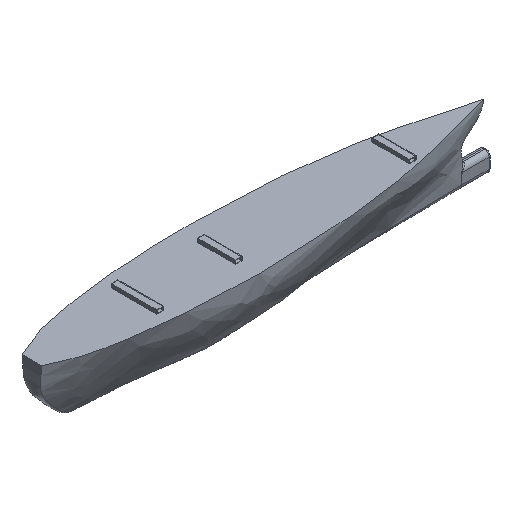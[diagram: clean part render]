
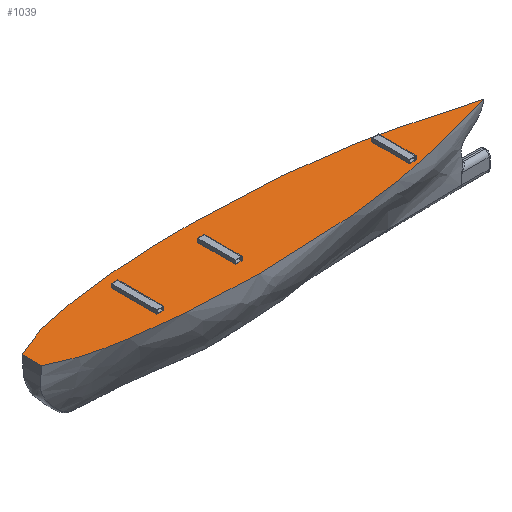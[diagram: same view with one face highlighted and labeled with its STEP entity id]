
A CAD part, isometric view. The second image highlights one B-rep face of the part: STEP entity #1039.
In plain terms, the highlighted planar face has unit normal (0, 0, 1).
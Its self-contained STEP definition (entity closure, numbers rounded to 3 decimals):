
#55=LINE('',#14486,#144);
#144=VECTOR('',#1232,10.);
#222=PLANE('',#1119);
#254=(
BOUNDED_CURVE()
B_SPLINE_CURVE(5,(#4738,#4739,#4740,#4741,#4742,#4743,#4744,#4745,#4746,
#4747,#4748,#4749,#4750,#4751,#4752,#4753,#4754,#4755,#4756,#4757,#4758,
#4759,#4760),.UNSPECIFIED.,.F.,.F.)
B_SPLINE_CURVE_WITH_KNOTS((6,1,1,1,1,1,1,1,1,1,1,1,1,1,1,1,1,1,6),(0.,0.056,
0.111,0.167,0.222,0.278,
0.333,0.389,0.444,0.5,0.556,
0.611,0.667,0.722,0.778,
0.833,0.889,0.944,1.),.UNSPECIFIED.)
CURVE()
GEOMETRIC_REPRESENTATION_ITEM()
RATIONAL_B_SPLINE_CURVE((1.,1.,1.,1.,1.,1.,1.,1.,1.,1.,1.,1.,1.,1.,1.,1.,
1.,1.,1.,1.,1.,1.,1.))
REPRESENTATION_ITEM('')
);
#255=(
BOUNDED_CURVE()
B_SPLINE_CURVE(5,(#8422,#8423,#8424,#8425,#8426,#8427,#8428,#8429,#8430,
#8431,#8432,#8433,#8434,#8435,#8436,#8437,#8438,#8439,#8440,#8441,#8442,
#8443,#8444),.UNSPECIFIED.,.F.,.F.)
B_SPLINE_CURVE_WITH_KNOTS((6,1,1,1,1,1,1,1,1,1,1,1,1,1,1,1,1,1,6),(-1.,
-0.944,-0.889,-0.833,-0.778,
-0.722,-0.667,-0.611,-0.556,
-0.5,-0.444,-0.389,-0.333,-0.278,
-0.222,-0.167,-0.111,-0.056,
0.),.UNSPECIFIED.)
CURVE()
GEOMETRIC_REPRESENTATION_ITEM()
RATIONAL_B_SPLINE_CURVE((1.,1.,1.,1.,1.,1.,1.,1.,1.,1.,1.,1.,1.,1.,1.,1.,
1.,1.,1.,1.,1.,1.,1.))
REPRESENTATION_ITEM('')
);
#281=FACE_OUTER_BOUND('',#338,.T.);
#338=EDGE_LOOP('',(#853,#854,#855));
#448=VERTEX_POINT('',#4727);
#449=VERTEX_POINT('',#4737);
#474=VERTEX_POINT('',#8414);
#557=EDGE_CURVE('',#448,#449,#254,.T.);
#584=EDGE_CURVE('',#474,#448,#255,.T.);
#624=EDGE_CURVE('',#449,#474,#55,.T.);
#853=ORIENTED_EDGE('',*,*,#557,.F.);
#854=ORIENTED_EDGE('',*,*,#584,.F.);
#855=ORIENTED_EDGE('',*,*,#624,.F.);
#1039=ADVANCED_FACE('',(#281),#222,.F.);
#1119=AXIS2_PLACEMENT_3D('',#14485,#1230,#1231);
#1230=DIRECTION('center_axis',(0.,0.,
-1.));
#1231=DIRECTION('ref_axis',(0.,-1.,0.));
#1232=DIRECTION('',(0.,1.,0.));
#4727=CARTESIAN_POINT('',(1492.5,0.,0.));
#4737=CARTESIAN_POINT('',(-1492.5,-65.,0.));
#4738=CARTESIAN_POINT('Ctrl Pts',(1492.5,0.,0.));
#4739=CARTESIAN_POINT('Ctrl Pts',(1331.5,-49.,0.));
#4740=CARTESIAN_POINT('Ctrl Pts',(1207.5,-82.,0.));
#4741=CARTESIAN_POINT('Ctrl Pts',(1039.5,-122.,0.));
#4742=CARTESIAN_POINT('Ctrl Pts',(853.5,-165.,0.));
#4743=CARTESIAN_POINT('Ctrl Pts',(732.5,-187.,0.));
#4744=CARTESIAN_POINT('Ctrl Pts',(602.5,-205.,0.));
#4745=CARTESIAN_POINT('Ctrl Pts',(479.5,-220.,0.));
#4746=CARTESIAN_POINT('Ctrl Pts',(363.5,-232.,0.));
#4747=CARTESIAN_POINT('Ctrl Pts',(236.5,-239.,0.));
#4748=CARTESIAN_POINT('Ctrl Pts',(60.5,-244.,0.));
#4749=CARTESIAN_POINT('Ctrl Pts',(-106.5,-253.,0.));
#4750=CARTESIAN_POINT('Ctrl Pts',(-245.5,-258.,0.));
#4751=CARTESIAN_POINT('Ctrl Pts',(-373.5,-255.,0.));
#4752=CARTESIAN_POINT('Ctrl Pts',(-480.5,-251.,0.));
#4753=CARTESIAN_POINT('Ctrl Pts',(-608.5,-246.,0.));
#4754=CARTESIAN_POINT('Ctrl Pts',(-736.5,-235.,0.));
#4755=CARTESIAN_POINT('Ctrl Pts',(-863.5,-221.,0.));
#4756=CARTESIAN_POINT('Ctrl Pts',(-999.5,-206.,0.));
#4757=CARTESIAN_POINT('Ctrl Pts',(-1112.5,-186.,0.));
#4758=CARTESIAN_POINT('Ctrl Pts',(-1233.5,-162.,0.));
#4759=CARTESIAN_POINT('Ctrl Pts',(-1321.5,-143.,0.));
#4760=CARTESIAN_POINT('Ctrl Pts',(-1492.5,-65.,0.));
#8414=CARTESIAN_POINT('',(-1492.5,65.,0.));
#8422=CARTESIAN_POINT('Ctrl Pts',(-1492.5,65.,0.));
#8423=CARTESIAN_POINT('Ctrl Pts',(-1321.5,143.,0.));
#8424=CARTESIAN_POINT('Ctrl Pts',(-1233.5,162.,0.));
#8425=CARTESIAN_POINT('Ctrl Pts',(-1112.5,186.,0.));
#8426=CARTESIAN_POINT('Ctrl Pts',(-999.5,206.,0.));
#8427=CARTESIAN_POINT('Ctrl Pts',(-863.5,221.,0.));
#8428=CARTESIAN_POINT('Ctrl Pts',(-736.5,235.,0.));
#8429=CARTESIAN_POINT('Ctrl Pts',(-608.5,246.,0.));
#8430=CARTESIAN_POINT('Ctrl Pts',(-480.5,251.,0.));
#8431=CARTESIAN_POINT('Ctrl Pts',(-373.5,255.,0.));
#8432=CARTESIAN_POINT('Ctrl Pts',(-245.5,258.,0.));
#8433=CARTESIAN_POINT('Ctrl Pts',(-106.5,253.,0.));
#8434=CARTESIAN_POINT('Ctrl Pts',(60.5,244.,0.));
#8435=CARTESIAN_POINT('Ctrl Pts',(236.5,239.,0.));
#8436=CARTESIAN_POINT('Ctrl Pts',(363.5,232.,0.));
#8437=CARTESIAN_POINT('Ctrl Pts',(479.5,220.,0.));
#8438=CARTESIAN_POINT('Ctrl Pts',(602.5,205.,0.));
#8439=CARTESIAN_POINT('Ctrl Pts',(732.5,187.,0.));
#8440=CARTESIAN_POINT('Ctrl Pts',(853.5,165.,0.));
#8441=CARTESIAN_POINT('Ctrl Pts',(1039.5,122.,0.));
#8442=CARTESIAN_POINT('Ctrl Pts',(1207.5,82.,0.));
#8443=CARTESIAN_POINT('Ctrl Pts',(1331.5,49.,0.));
#8444=CARTESIAN_POINT('Ctrl Pts',(1492.5,0.,0.));
#14485=CARTESIAN_POINT('Origin',(-86.535,0.,
0.));
#14486=CARTESIAN_POINT('',(-1492.5,-65.,0.));
